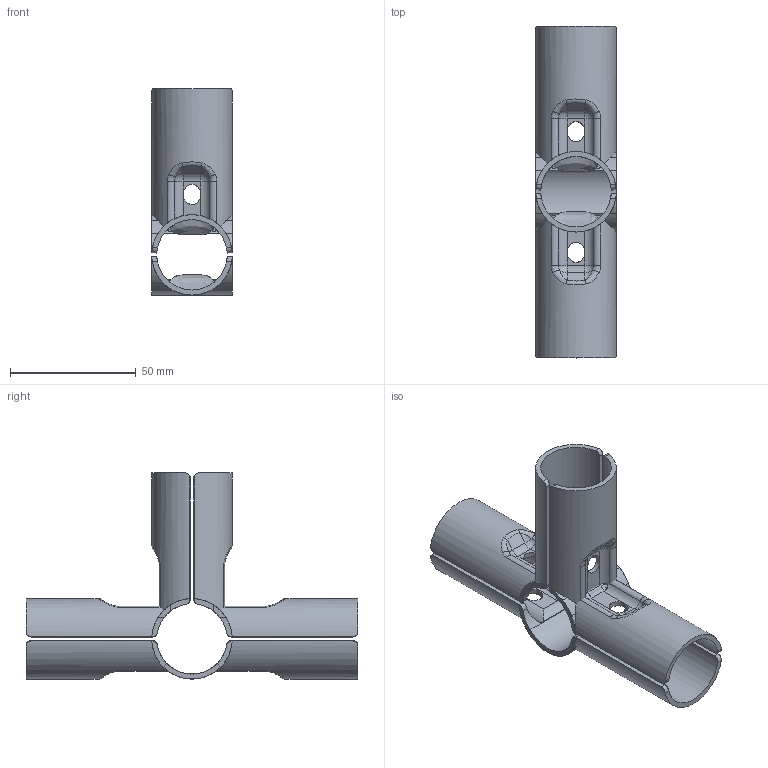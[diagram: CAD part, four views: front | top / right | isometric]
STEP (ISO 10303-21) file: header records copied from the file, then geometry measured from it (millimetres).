
FILE_DESCRIPTION((''),'2;1');
FILE_NAME('86117.stp','2020-12-11T14:22:35',('arma02'),(''),'Autodesk Inventor 2013','Autodesk Inventor 2013','');
FILE_SCHEMA(('AUTOMOTIVE_DESIGN { 1 0 10303 214 1 1 1 1 }'));
Length unit declared in the file: millimetre
Products named in the file (4): 86117; 86117 - I; 86117 - II; 86117 - I_MIR
Assembly tree (6 placements, depth 2):
  86117
    86117 - I  x2
    86117 - II  x2
    86117 - I_MIR  x2
Bounding box: 32 x 132 x 82 mm (x, y, z)
Volume: 35745.2 mm3; surface area: 36983.6 mm2
Topology: 6 solids, 6 shells, 270 faces, 696 edges, 432 vertices
Faces by surface type: cylinder 108, plane 72, bspline 66, torus 12, sphere 12
Entity records: 5890 total; most frequent: CARTESIAN_POINT 2641, ORIENTED_EDGE 684, DIRECTION 599, EDGE_CURVE 342, AXIS2_PLACEMENT_3D 244, VERTEX_POINT 213, EDGE_LOOP 141, FACE_OUTER_BOUND 135
